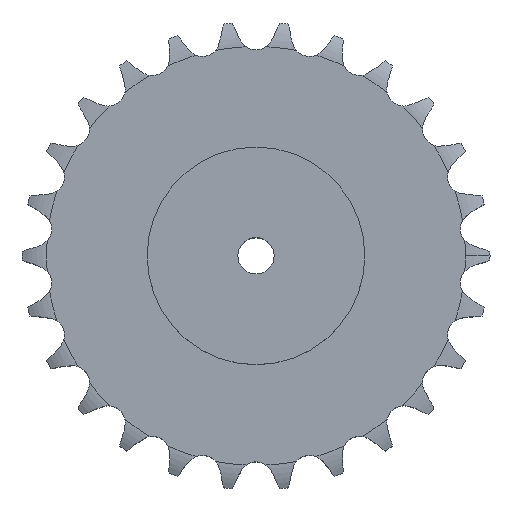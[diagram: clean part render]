
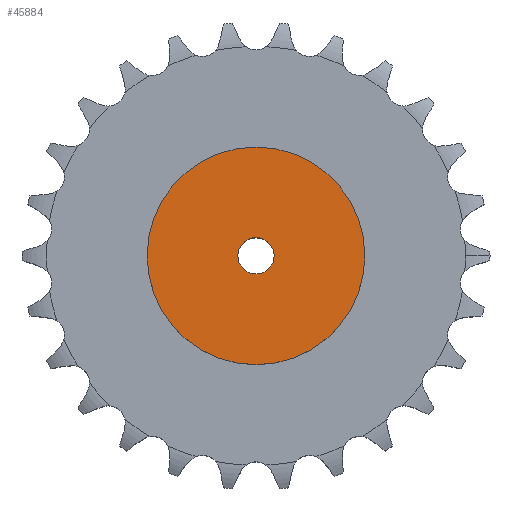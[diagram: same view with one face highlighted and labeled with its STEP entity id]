
A CAD part, top view. The second image highlights one B-rep face of the part: STEP entity #45884.
In plain terms, the highlighted planar face has unit normal (0, 0, 1).
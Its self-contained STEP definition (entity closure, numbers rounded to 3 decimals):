
#24516 = CYLINDRICAL_SURFACE('',#24517,15.);
#24517 = AXIS2_PLACEMENT_3D('',#24518,#24519,#24520);
#24518 = CARTESIAN_POINT('',(0.,0.,597.206));
#24519 = DIRECTION('',(0.,0.,1.));
#24520 = DIRECTION('',(1.,0.,0.));
#31288 = EDGE_CURVE('',#31289,#31289,#31291,.T.);
#31289 = VERTEX_POINT('',#31290);
#31290 = CARTESIAN_POINT('',(15.,0.,120.));
#31291 = SURFACE_CURVE('',#31292,(#31297,#31304),.PCURVE_S1.);
#31292 = CIRCLE('',#31293,15.);
#31293 = AXIS2_PLACEMENT_3D('',#31294,#31295,#31296);
#31294 = CARTESIAN_POINT('',(0.,0.,120.));
#31295 = DIRECTION('',(0.,0.,1.));
#31296 = DIRECTION('',(1.,0.,0.));
#31297 = PCURVE('',#24516,#31298);
#31298 = DEFINITIONAL_REPRESENTATION('',(#31299),#31303);
#31299 = LINE('',#31300,#31301);
#31300 = CARTESIAN_POINT('',(0.,-477.206));
#31301 = VECTOR('',#31302,1.);
#31302 = DIRECTION('',(1.,0.));
#31303 = ( GEOMETRIC_REPRESENTATION_CONTEXT(2) 
PARAMETRIC_REPRESENTATION_CONTEXT() REPRESENTATION_CONTEXT('2D SPACE',''
  ) );
#31304 = PCURVE('',#31305,#31310);
#31305 = PLANE('',#31306);
#31306 = AXIS2_PLACEMENT_3D('',#31307,#31308,#31309);
#31307 = CARTESIAN_POINT('',(0.,0.,120.
    ));
#31308 = DIRECTION('',(0.,0.,1.));
#31309 = DIRECTION('',(1.,0.,0.));
#31310 = DEFINITIONAL_REPRESENTATION('',(#31311),#31315);
#31311 = CIRCLE('',#31312,15.);
#31312 = AXIS2_PLACEMENT_2D('',#31313,#31314);
#31313 = CARTESIAN_POINT('',(0.,0.));
#31314 = DIRECTION('',(1.,0.));
#31315 = ( GEOMETRIC_REPRESENTATION_CONTEXT(2) 
PARAMETRIC_REPRESENTATION_CONTEXT() REPRESENTATION_CONTEXT('2D SPACE',''
  ) );
#45884 = ADVANCED_FACE('',(#45885,#45916),#31305,.T.);
#45885 = FACE_BOUND('',#45886,.T.);
#45886 = EDGE_LOOP('',(#45887));
#45887 = ORIENTED_EDGE('',*,*,#45888,.T.);
#45888 = EDGE_CURVE('',#45889,#45889,#45891,.T.);
#45889 = VERTEX_POINT('',#45890);
#45890 = CARTESIAN_POINT('',(90.,0.,120.));
#45891 = SURFACE_CURVE('',#45892,(#45897,#45904),.PCURVE_S1.);
#45892 = CIRCLE('',#45893,90.);
#45893 = AXIS2_PLACEMENT_3D('',#45894,#45895,#45896);
#45894 = CARTESIAN_POINT('',(0.,0.,120.));
#45895 = DIRECTION('',(0.,0.,1.));
#45896 = DIRECTION('',(1.,0.,0.));
#45897 = PCURVE('',#31305,#45898);
#45898 = DEFINITIONAL_REPRESENTATION('',(#45899),#45903);
#45899 = CIRCLE('',#45900,90.);
#45900 = AXIS2_PLACEMENT_2D('',#45901,#45902);
#45901 = CARTESIAN_POINT('',(0.,0.));
#45902 = DIRECTION('',(1.,0.));
#45903 = ( GEOMETRIC_REPRESENTATION_CONTEXT(2) 
PARAMETRIC_REPRESENTATION_CONTEXT() REPRESENTATION_CONTEXT('2D SPACE',''
  ) );
#45904 = PCURVE('',#45905,#45910);
#45905 = CYLINDRICAL_SURFACE('',#45906,90.);
#45906 = AXIS2_PLACEMENT_3D('',#45907,#45908,#45909);
#45907 = CARTESIAN_POINT('',(0.,0.,0.));
#45908 = DIRECTION('',(-0.,-0.,-1.));
#45909 = DIRECTION('',(1.,0.,0.));
#45910 = DEFINITIONAL_REPRESENTATION('',(#45911),#45915);
#45911 = LINE('',#45912,#45913);
#45912 = CARTESIAN_POINT('',(-0.,-120.));
#45913 = VECTOR('',#45914,1.);
#45914 = DIRECTION('',(-1.,0.));
#45915 = ( GEOMETRIC_REPRESENTATION_CONTEXT(2) 
PARAMETRIC_REPRESENTATION_CONTEXT() REPRESENTATION_CONTEXT('2D SPACE',''
  ) );
#45916 = FACE_BOUND('',#45917,.T.);
#45917 = EDGE_LOOP('',(#45918));
#45918 = ORIENTED_EDGE('',*,*,#31288,.F.);
